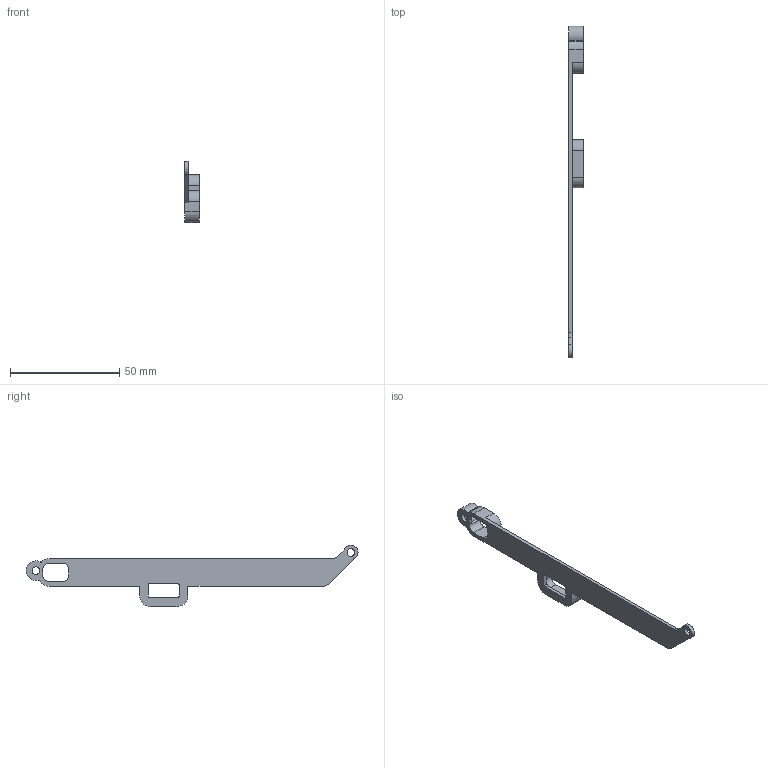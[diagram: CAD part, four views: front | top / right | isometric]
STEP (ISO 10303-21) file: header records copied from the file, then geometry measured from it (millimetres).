
FILE_DESCRIPTION(/* description */ (''),/* implementation_level */ '2;1');
FILE_NAME(/* name */ 'XM and XM-PRO v1.2 - PLASTIC - JVS side support.step',/* time_stamp */ '2023-04-12T01:40:35+02:00',/* author */ (''),/* organization */ (''),/* preprocessor_version */ 'ST-DEVELOPER v19.2',/* originating_system */ 'Autodesk Translation Framework v12.4.0.73',/* authorisation */ '');
FILE_SCHEMA (('AUTOMOTIVE_DESIGN { 1 0 10303 214 3 1 1 }'));
Length unit declared in the file: millimetre
Products named in the file (1): XM and XM-PRO v1.2 - PLASTIC - JVS side support
Bounding box: 6.75 x 152 x 28.03 mm (x, y, z)
Volume: 3980.2 mm3; surface area: 5462.5 mm2
Topology: 1 solids, 1 shells, 61 faces, 174 edges, 116 vertices
Faces by surface type: cylinder 33, plane 28
Full cylindrical faces by diameter (mm): 3.5 x2
Entity records: 2072 total; most frequent: DIRECTION 366, CARTESIAN_POINT 352, ORIENTED_EDGE 348, EDGE_CURVE 174, AXIS2_PLACEMENT_3D 130, VERTEX_POINT 116, LINE 106, VECTOR 106
